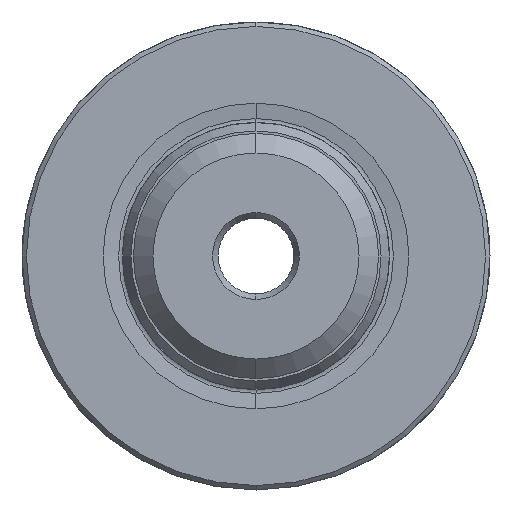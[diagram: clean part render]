
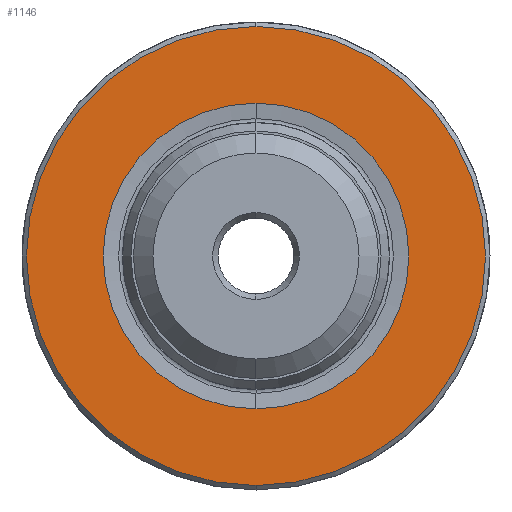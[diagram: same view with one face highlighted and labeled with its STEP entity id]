
A CAD part, left-side view. The second image highlights one B-rep face of the part: STEP entity #1146.
In plain terms, the highlighted planar face has unit normal (-1, 0, 0).
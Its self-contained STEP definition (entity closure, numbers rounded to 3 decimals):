
#131 = CIRCLE ( 'NONE', #1391, 20.6 ) ;
#170 = CIRCLE ( 'NONE', #1549, 13.715 ) ;
#183 = CARTESIAN_POINT ( 'NONE',  ( 0., 0., -13.715 ) ) ;
#239 = FACE_BOUND ( 'NONE', #1187, .T. ) ;
#269 = FACE_OUTER_BOUND ( 'NONE', #1143, .T. ) ;
#403 = DIRECTION ( 'NONE',  ( -1., 0., 0. ) ) ;
#451 = CARTESIAN_POINT ( 'NONE',  ( 0., 0., 0. ) ) ;
#484 = DIRECTION ( 'NONE',  ( 0., 0., -1. ) ) ;
#506 = DIRECTION ( 'NONE',  ( 1., 0., 0. ) ) ;
#682 = AXIS2_PLACEMENT_3D ( 'NONE', #451, #913, #983 ) ;
#688 = AXIS2_PLACEMENT_3D ( 'NONE', #1234, #2127, #1026 ) ;
#742 = DIRECTION ( 'NONE',  ( 0., 0., -1. ) ) ;
#753 = CARTESIAN_POINT ( 'NONE',  ( 0., 0., 0. ) ) ;
#782 = CIRCLE ( 'NONE', #688, 20.6 ) ;
#825 = CIRCLE ( 'NONE', #682, 13.715 ) ;
#849 = VERTEX_POINT ( 'NONE', #1962 ) ;
#913 = DIRECTION ( 'NONE',  ( 1., 0., 0. ) ) ;
#956 = DIRECTION ( 'NONE',  ( 0., 0., 1. ) ) ;
#983 = DIRECTION ( 'NONE',  ( 0., 0., -1. ) ) ;
#1002 = VERTEX_POINT ( 'NONE', #183 ) ;
#1026 = DIRECTION ( 'NONE',  ( 0., 0., -1. ) ) ;
#1143 = EDGE_LOOP ( 'NONE', ( #2006, #1987 ) ) ;
#1146 = ADVANCED_FACE ( 'NONE', ( #239, #269 ), #1328, .T. ) ;
#1187 = EDGE_LOOP ( 'NONE', ( #1909, #1959 ) ) ;
#1234 = CARTESIAN_POINT ( 'NONE',  ( 0., 0., 0. ) ) ;
#1245 = EDGE_CURVE ( 'NONE', #2131, #1002, #170, .T. ) ;
#1296 = EDGE_CURVE ( 'NONE', #1964, #849, #131, .T. ) ;
#1328 = PLANE ( 'NONE',  #1841 ) ;
#1341 = DIRECTION ( 'NONE',  ( 1., 0., 0. ) ) ;
#1343 = CARTESIAN_POINT ( 'NONE',  ( 0., 0., 0. ) ) ;
#1391 = AXIS2_PLACEMENT_3D ( 'NONE', #753, #506, #484 ) ;
#1490 = CARTESIAN_POINT ( 'NONE',  ( 0., 13.715, 0. ) ) ;
#1494 = CARTESIAN_POINT ( 'NONE',  ( 0., 0., -20.6 ) ) ;
#1549 = AXIS2_PLACEMENT_3D ( 'NONE', #1343, #1341, #742 ) ;
#1737 = EDGE_CURVE ( 'NONE', #849, #1964, #782, .T. ) ;
#1759 = EDGE_CURVE ( 'NONE', #1002, #2131, #825, .T. ) ;
#1841 = AXIS2_PLACEMENT_3D ( 'NONE', #1490, #403, #956 ) ;
#1909 = ORIENTED_EDGE ( 'NONE', *, *, #1245, .T. ) ;
#1959 = ORIENTED_EDGE ( 'NONE', *, *, #1759, .T. ) ;
#1962 = CARTESIAN_POINT ( 'NONE',  ( 0., 0., 20.6 ) ) ;
#1964 = VERTEX_POINT ( 'NONE', #1494 ) ;
#1987 = ORIENTED_EDGE ( 'NONE', *, *, #1737, .F. ) ;
#1990 = CARTESIAN_POINT ( 'NONE',  ( 0., 0., 13.715 ) ) ;
#2006 = ORIENTED_EDGE ( 'NONE', *, *, #1296, .F. ) ;
#2127 = DIRECTION ( 'NONE',  ( 1., 0., 0. ) ) ;
#2131 = VERTEX_POINT ( 'NONE', #1990 ) ;
